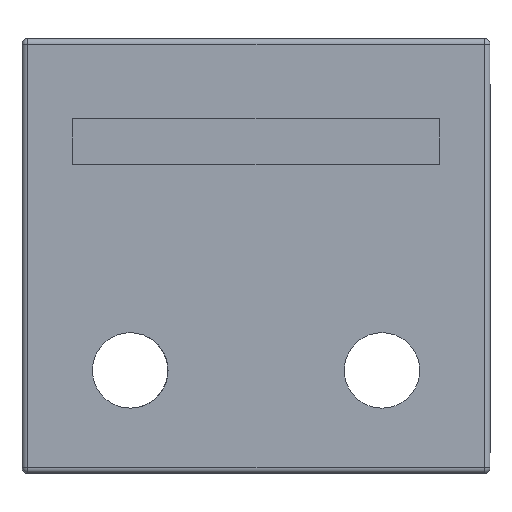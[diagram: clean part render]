
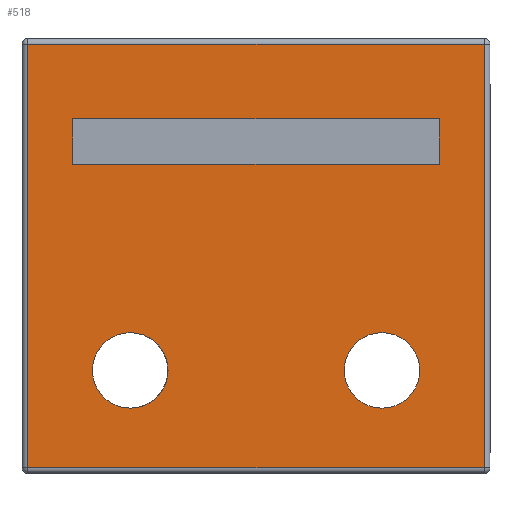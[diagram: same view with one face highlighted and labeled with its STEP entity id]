
A CAD part, front view. The second image highlights one B-rep face of the part: STEP entity #518.
In plain terms, the highlighted planar face has unit normal (0, -1, 0).
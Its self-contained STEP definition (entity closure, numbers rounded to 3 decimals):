
#5 = AXIS2_PLACEMENT_3D ( 'NONE', #95, #2053, #1072 ) ;
#38 = EDGE_CURVE ( 'NONE', #2320, #416, #729, .T. ) ;
#95 = CARTESIAN_POINT ( 'NONE',  ( 5.505, 0., -5. ) ) ;
#98 = EDGE_CURVE ( 'NONE', #1450, #2008, #2452, .T. ) ;
#151 = CARTESIAN_POINT ( 'NONE',  ( 0., 0., 9.25 ) ) ;
#160 = DIRECTION ( 'NONE',  ( 0., 0., -1. ) ) ;
#194 = CARTESIAN_POINT ( 'NONE',  ( 8., 0., 6. ) ) ;
#204 = EDGE_CURVE ( 'NONE', #484, #2338, #723, .T. ) ;
#209 = CARTESIAN_POINT ( 'NONE',  ( 9.975, 0., -9.25 ) ) ;
#212 = PLANE ( 'NONE',  #295 ) ;
#238 = EDGE_CURVE ( 'NONE', #1150, #1265, #1991, .T. ) ;
#270 = EDGE_LOOP ( 'NONE', ( #1172, #1671, #1163, #501 ) ) ;
#285 = ORIENTED_EDGE ( 'NONE', *, *, #2086, .T. ) ;
#295 = AXIS2_PLACEMENT_3D ( 'NONE', #1504, #545, #779 ) ;
#324 = VECTOR ( 'NONE', #1887, 1000. ) ;
#352 = CARTESIAN_POINT ( 'NONE',  ( -5.495, 0., -6.65 ) ) ;
#368 = DIRECTION ( 'NONE',  ( 0., 0., 1. ) ) ;
#399 = EDGE_LOOP ( 'NONE', ( #2288, #1653 ) ) ;
#409 = EDGE_CURVE ( 'NONE', #1265, #536, #925, .T. ) ;
#412 = CARTESIAN_POINT ( 'NONE',  ( 8., 0., 4. ) ) ;
#414 = CARTESIAN_POINT ( 'NONE',  ( 5.505, 0., -3.35 ) ) ;
#416 = VERTEX_POINT ( 'NONE', #989 ) ;
#417 = LINE ( 'NONE', #2351, #1650 ) ;
#448 = LINE ( 'NONE', #1169, #646 ) ;
#484 = VERTEX_POINT ( 'NONE', #352 ) ;
#498 = DIRECTION ( 'NONE',  ( 0., -1., 0. ) ) ;
#501 = ORIENTED_EDGE ( 'NONE', *, *, #409, .T. ) ;
#517 = CIRCLE ( 'NONE', #2302, 1.65 ) ;
#518 = ADVANCED_FACE ( 'NONE', ( #1345, #2129, #557, #1153 ), #212, .F. ) ;
#536 = VERTEX_POINT ( 'NONE', #978 ) ;
#545 = DIRECTION ( 'NONE',  ( 0., 1., 0. ) ) ;
#557 = FACE_BOUND ( 'NONE', #399, .T. ) ;
#646 = VECTOR ( 'NONE', #1604, 1000. ) ;
#665 = LINE ( 'NONE', #1000, #2227 ) ;
#709 = CARTESIAN_POINT ( 'NONE',  ( -8., 0., 6. ) ) ;
#723 = CIRCLE ( 'NONE', #813, 1.65 ) ;
#729 = CIRCLE ( 'NONE', #2323, 1.65 ) ;
#779 = DIRECTION ( 'NONE',  ( 0., 0., 1. ) ) ;
#813 = AXIS2_PLACEMENT_3D ( 'NONE', #1777, #1795, #853 ) ;
#851 = DIRECTION ( 'NONE',  ( 1., 0., 0. ) ) ;
#853 = DIRECTION ( 'NONE',  ( 0., 0., 1. ) ) ;
#869 = CARTESIAN_POINT ( 'NONE',  ( -9.975, 0., -9.25 ) ) ;
#925 = LINE ( 'NONE', #151, #2250 ) ;
#978 = CARTESIAN_POINT ( 'NONE',  ( -9.975, 0., 9.25 ) ) ;
#989 = CARTESIAN_POINT ( 'NONE',  ( 5.505, 0., -6.65 ) ) ;
#1000 = CARTESIAN_POINT ( 'NONE',  ( -8., 0., 4. ) ) ;
#1004 = DIRECTION ( 'NONE',  ( 0., 0., -1. ) ) ;
#1027 = DIRECTION ( 'NONE',  ( -1., 0., 0. ) ) ;
#1036 = EDGE_CURVE ( 'NONE', #536, #1199, #1502, .T. ) ;
#1044 = LINE ( 'NONE', #2048, #2224 ) ;
#1072 = DIRECTION ( 'NONE',  ( 0., 0., 1. ) ) ;
#1073 = VERTEX_POINT ( 'NONE', #412 ) ;
#1089 = DIRECTION ( 'NONE',  ( -1., 0., 0. ) ) ;
#1150 = VERTEX_POINT ( 'NONE', #209 ) ;
#1153 = FACE_BOUND ( 'NONE', #1921, .T. ) ;
#1161 = CARTESIAN_POINT ( 'NONE',  ( -9.975, 0., 0. ) ) ;
#1163 = ORIENTED_EDGE ( 'NONE', *, *, #238, .T. ) ;
#1169 = CARTESIAN_POINT ( 'NONE',  ( -8., 0., 4. ) ) ;
#1172 = ORIENTED_EDGE ( 'NONE', *, *, #1036, .T. ) ;
#1179 = EDGE_CURVE ( 'NONE', #416, #2320, #1622, .T. ) ;
#1199 = VERTEX_POINT ( 'NONE', #869 ) ;
#1258 = ORIENTED_EDGE ( 'NONE', *, *, #2502, .T. ) ;
#1265 = VERTEX_POINT ( 'NONE', #2248 ) ;
#1334 = CARTESIAN_POINT ( 'NONE',  ( 5.505, 0., -5. ) ) ;
#1345 = FACE_OUTER_BOUND ( 'NONE', #270, .T. ) ;
#1360 = CARTESIAN_POINT ( 'NONE',  ( -8., 0., 6. ) ) ;
#1450 = VERTEX_POINT ( 'NONE', #194 ) ;
#1502 = LINE ( 'NONE', #1161, #2134 ) ;
#1504 = CARTESIAN_POINT ( 'NONE',  ( 0., 0., 0. ) ) ;
#1533 = DIRECTION ( 'NONE',  ( 0., -1., 0. ) ) ;
#1546 = CARTESIAN_POINT ( 'NONE',  ( -8., 0., 4. ) ) ;
#1555 = CARTESIAN_POINT ( 'NONE',  ( -5.495, 0., -3.35 ) ) ;
#1603 = EDGE_LOOP ( 'NONE', ( #1902, #1787 ) ) ;
#1604 = DIRECTION ( 'NONE',  ( 0., 0., -1. ) ) ;
#1622 = CIRCLE ( 'NONE', #5, 1.65 ) ;
#1633 = EDGE_CURVE ( 'NONE', #2008, #2109, #448, .T. ) ;
#1650 = VECTOR ( 'NONE', #1004, 1000. ) ;
#1653 = ORIENTED_EDGE ( 'NONE', *, *, #204, .F. ) ;
#1659 = ORIENTED_EDGE ( 'NONE', *, *, #98, .F. ) ;
#1671 = ORIENTED_EDGE ( 'NONE', *, *, #2139, .T. ) ;
#1777 = CARTESIAN_POINT ( 'NONE',  ( -5.495, 0., -5. ) ) ;
#1787 = ORIENTED_EDGE ( 'NONE', *, *, #1179, .F. ) ;
#1795 = DIRECTION ( 'NONE',  ( 0., -1., 0. ) ) ;
#1881 = DIRECTION ( 'NONE',  ( 0., 0., 1. ) ) ;
#1887 = DIRECTION ( 'NONE',  ( -1., 0., 0. ) ) ;
#1902 = ORIENTED_EDGE ( 'NONE', *, *, #38, .F. ) ;
#1921 = EDGE_LOOP ( 'NONE', ( #285, #1258, #1947, #1659 ) ) ;
#1947 = ORIENTED_EDGE ( 'NONE', *, *, #1633, .F. ) ;
#1991 = LINE ( 'NONE', #2037, #2445 ) ;
#2008 = VERTEX_POINT ( 'NONE', #1360 ) ;
#2021 = DIRECTION ( 'NONE',  ( 0., 0., 1. ) ) ;
#2037 = CARTESIAN_POINT ( 'NONE',  ( 9.975, 0., 0. ) ) ;
#2048 = CARTESIAN_POINT ( 'NONE',  ( 0., 0., -9.25 ) ) ;
#2053 = DIRECTION ( 'NONE',  ( 0., -1., 0. ) ) ;
#2086 = EDGE_CURVE ( 'NONE', #1450, #1073, #417, .T. ) ;
#2109 = VERTEX_POINT ( 'NONE', #1546 ) ;
#2129 = FACE_BOUND ( 'NONE', #1603, .T. ) ;
#2134 = VECTOR ( 'NONE', #160, 1000. ) ;
#2139 = EDGE_CURVE ( 'NONE', #1199, #1150, #1044, .T. ) ;
#2224 = VECTOR ( 'NONE', #851, 1000. ) ;
#2227 = VECTOR ( 'NONE', #1027, 1000. ) ;
#2241 = CARTESIAN_POINT ( 'NONE',  ( -5.495, 0., -5. ) ) ;
#2246 = EDGE_CURVE ( 'NONE', #2338, #484, #517, .T. ) ;
#2248 = CARTESIAN_POINT ( 'NONE',  ( 9.975, 0., 9.25 ) ) ;
#2250 = VECTOR ( 'NONE', #1089, 1000. ) ;
#2288 = ORIENTED_EDGE ( 'NONE', *, *, #2246, .F. ) ;
#2302 = AXIS2_PLACEMENT_3D ( 'NONE', #2241, #498, #1881 ) ;
#2320 = VERTEX_POINT ( 'NONE', #414 ) ;
#2323 = AXIS2_PLACEMENT_3D ( 'NONE', #1334, #1533, #368 ) ;
#2338 = VERTEX_POINT ( 'NONE', #1555 ) ;
#2351 = CARTESIAN_POINT ( 'NONE',  ( 8., 0., 4. ) ) ;
#2445 = VECTOR ( 'NONE', #2021, 1000. ) ;
#2452 = LINE ( 'NONE', #709, #324 ) ;
#2502 = EDGE_CURVE ( 'NONE', #1073, #2109, #665, .T. ) ;
